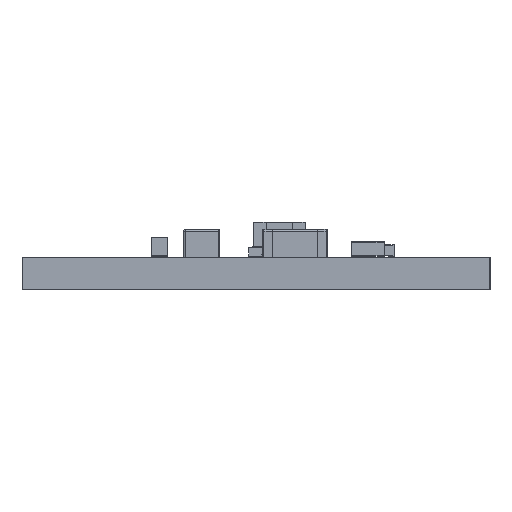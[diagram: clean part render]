
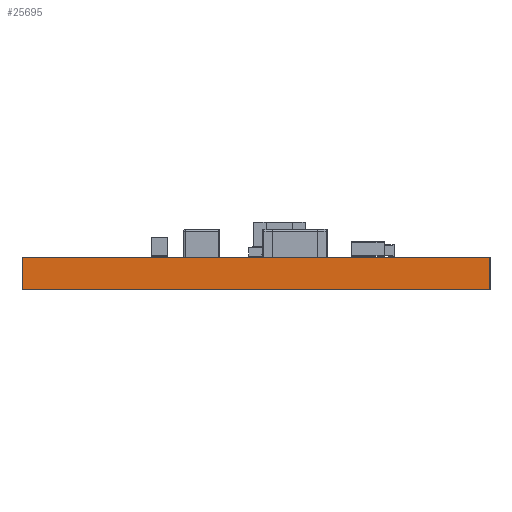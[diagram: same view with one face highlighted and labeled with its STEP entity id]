
A CAD part, left-side view. The second image highlights one B-rep face of the part: STEP entity #25695.
In plain terms, the highlighted planar face has unit normal (-1, 0, 0).
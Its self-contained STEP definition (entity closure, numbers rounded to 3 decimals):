
#25695 = ADVANCED_FACE('',(#25696),#25710,.F.);
#25696 = FACE_BOUND('',#25697,.F.);
#25697 = EDGE_LOOP('',(#25698,#25733,#25761,#25789));
#25698 = ORIENTED_EDGE('',*,*,#25699,.T.);
#25699 = EDGE_CURVE('',#25700,#25702,#25704,.T.);
#25700 = VERTEX_POINT('',#25701);
#25701 = CARTESIAN_POINT('',(114.3,-57.15,0.));
#25702 = VERTEX_POINT('',#25703);
#25703 = CARTESIAN_POINT('',(114.3,-57.15,1.6));
#25704 = SURFACE_CURVE('',#25705,(#25709,#25721),.PCURVE_S1.);
#25705 = LINE('',#25706,#25707);
#25706 = CARTESIAN_POINT('',(114.3,-57.15,0.));
#25707 = VECTOR('',#25708,1.);
#25708 = DIRECTION('',(0.,0.,1.));
#25709 = PCURVE('',#25710,#25715);
#25710 = PLANE('',#25711);
#25711 = AXIS2_PLACEMENT_3D('',#25712,#25713,#25714);
#25712 = CARTESIAN_POINT('',(114.3,-57.15,0.));
#25713 = DIRECTION('',(1.,0.,-0.));
#25714 = DIRECTION('',(0.,-1.,0.));
#25715 = DEFINITIONAL_REPRESENTATION('',(#25716),#25720);
#25716 = LINE('',#25717,#25718);
#25717 = CARTESIAN_POINT('',(0.,0.));
#25718 = VECTOR('',#25719,1.);
#25719 = DIRECTION('',(0.,-1.));
#25720 = ( GEOMETRIC_REPRESENTATION_CONTEXT(2) 
PARAMETRIC_REPRESENTATION_CONTEXT() REPRESENTATION_CONTEXT('2D SPACE',''
  ) );
#25721 = PCURVE('',#25722,#25727);
#25722 = PLANE('',#25723);
#25723 = AXIS2_PLACEMENT_3D('',#25724,#25725,#25726);
#25724 = CARTESIAN_POINT('',(118.11,-57.15,0.));
#25725 = DIRECTION('',(0.,-1.,0.));
#25726 = DIRECTION('',(-1.,0.,0.));
#25727 = DEFINITIONAL_REPRESENTATION('',(#25728),#25732);
#25728 = LINE('',#25729,#25730);
#25729 = CARTESIAN_POINT('',(3.81,0.));
#25730 = VECTOR('',#25731,1.);
#25731 = DIRECTION('',(0.,-1.));
#25732 = ( GEOMETRIC_REPRESENTATION_CONTEXT(2) 
PARAMETRIC_REPRESENTATION_CONTEXT() REPRESENTATION_CONTEXT('2D SPACE',''
  ) );
#25733 = ORIENTED_EDGE('',*,*,#25734,.T.);
#25734 = EDGE_CURVE('',#25702,#25735,#25737,.T.);
#25735 = VERTEX_POINT('',#25736);
#25736 = CARTESIAN_POINT('',(114.3,-80.01,1.6));
#25737 = SURFACE_CURVE('',#25738,(#25742,#25749),.PCURVE_S1.);
#25738 = LINE('',#25739,#25740);
#25739 = CARTESIAN_POINT('',(114.3,-57.15,1.6));
#25740 = VECTOR('',#25741,1.);
#25741 = DIRECTION('',(0.,-1.,0.));
#25742 = PCURVE('',#25710,#25743);
#25743 = DEFINITIONAL_REPRESENTATION('',(#25744),#25748);
#25744 = LINE('',#25745,#25746);
#25745 = CARTESIAN_POINT('',(0.,-1.6));
#25746 = VECTOR('',#25747,1.);
#25747 = DIRECTION('',(1.,0.));
#25748 = ( GEOMETRIC_REPRESENTATION_CONTEXT(2) 
PARAMETRIC_REPRESENTATION_CONTEXT() REPRESENTATION_CONTEXT('2D SPACE',''
  ) );
#25749 = PCURVE('',#25750,#25755);
#25750 = PLANE('',#25751);
#25751 = AXIS2_PLACEMENT_3D('',#25752,#25753,#25754);
#25752 = CARTESIAN_POINT('',(145.097,-68.64,1.6));
#25753 = DIRECTION('',(0.,0.,1.));
#25754 = DIRECTION('',(1.,0.,-0.));
#25755 = DEFINITIONAL_REPRESENTATION('',(#25756),#25760);
#25756 = LINE('',#25757,#25758);
#25757 = CARTESIAN_POINT('',(-30.797,11.49));
#25758 = VECTOR('',#25759,1.);
#25759 = DIRECTION('',(0.,-1.));
#25760 = ( GEOMETRIC_REPRESENTATION_CONTEXT(2) 
PARAMETRIC_REPRESENTATION_CONTEXT() REPRESENTATION_CONTEXT('2D SPACE',''
  ) );
#25761 = ORIENTED_EDGE('',*,*,#25762,.F.);
#25762 = EDGE_CURVE('',#25763,#25735,#25765,.T.);
#25763 = VERTEX_POINT('',#25764);
#25764 = CARTESIAN_POINT('',(114.3,-80.01,0.));
#25765 = SURFACE_CURVE('',#25766,(#25770,#25777),.PCURVE_S1.);
#25766 = LINE('',#25767,#25768);
#25767 = CARTESIAN_POINT('',(114.3,-80.01,0.));
#25768 = VECTOR('',#25769,1.);
#25769 = DIRECTION('',(0.,0.,1.));
#25770 = PCURVE('',#25710,#25771);
#25771 = DEFINITIONAL_REPRESENTATION('',(#25772),#25776);
#25772 = LINE('',#25773,#25774);
#25773 = CARTESIAN_POINT('',(22.86,0.));
#25774 = VECTOR('',#25775,1.);
#25775 = DIRECTION('',(0.,-1.));
#25776 = ( GEOMETRIC_REPRESENTATION_CONTEXT(2) 
PARAMETRIC_REPRESENTATION_CONTEXT() REPRESENTATION_CONTEXT('2D SPACE',''
  ) );
#25777 = PCURVE('',#25778,#25783);
#25778 = PLANE('',#25779);
#25779 = AXIS2_PLACEMENT_3D('',#25780,#25781,#25782);
#25780 = CARTESIAN_POINT('',(114.3,-80.01,0.));
#25781 = DIRECTION('',(0.,1.,0.));
#25782 = DIRECTION('',(1.,0.,0.));
#25783 = DEFINITIONAL_REPRESENTATION('',(#25784),#25788);
#25784 = LINE('',#25785,#25786);
#25785 = CARTESIAN_POINT('',(0.,0.));
#25786 = VECTOR('',#25787,1.);
#25787 = DIRECTION('',(0.,-1.));
#25788 = ( GEOMETRIC_REPRESENTATION_CONTEXT(2) 
PARAMETRIC_REPRESENTATION_CONTEXT() REPRESENTATION_CONTEXT('2D SPACE',''
  ) );
#25789 = ORIENTED_EDGE('',*,*,#25790,.F.);
#25790 = EDGE_CURVE('',#25700,#25763,#25791,.T.);
#25791 = SURFACE_CURVE('',#25792,(#25796,#25803),.PCURVE_S1.);
#25792 = LINE('',#25793,#25794);
#25793 = CARTESIAN_POINT('',(114.3,-57.15,0.));
#25794 = VECTOR('',#25795,1.);
#25795 = DIRECTION('',(0.,-1.,0.));
#25796 = PCURVE('',#25710,#25797);
#25797 = DEFINITIONAL_REPRESENTATION('',(#25798),#25802);
#25798 = LINE('',#25799,#25800);
#25799 = CARTESIAN_POINT('',(0.,0.));
#25800 = VECTOR('',#25801,1.);
#25801 = DIRECTION('',(1.,0.));
#25802 = ( GEOMETRIC_REPRESENTATION_CONTEXT(2) 
PARAMETRIC_REPRESENTATION_CONTEXT() REPRESENTATION_CONTEXT('2D SPACE',''
  ) );
#25803 = PCURVE('',#25804,#25809);
#25804 = PLANE('',#25805);
#25805 = AXIS2_PLACEMENT_3D('',#25806,#25807,#25808);
#25806 = CARTESIAN_POINT('',(145.097,-68.64,0.));
#25807 = DIRECTION('',(0.,0.,1.));
#25808 = DIRECTION('',(1.,0.,-0.));
#25809 = DEFINITIONAL_REPRESENTATION('',(#25810),#25814);
#25810 = LINE('',#25811,#25812);
#25811 = CARTESIAN_POINT('',(-30.797,11.49));
#25812 = VECTOR('',#25813,1.);
#25813 = DIRECTION('',(0.,-1.));
#25814 = ( GEOMETRIC_REPRESENTATION_CONTEXT(2) 
PARAMETRIC_REPRESENTATION_CONTEXT() REPRESENTATION_CONTEXT('2D SPACE',''
  ) );
